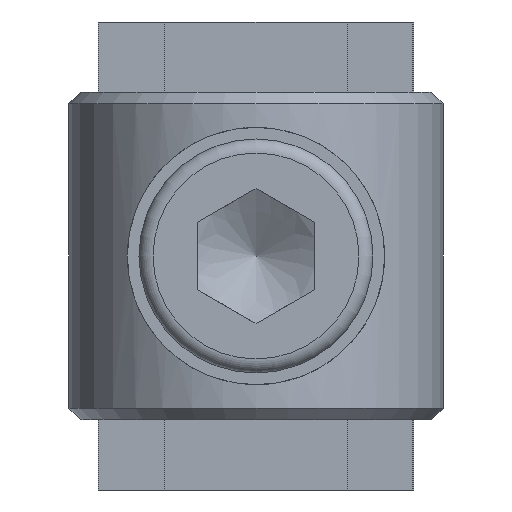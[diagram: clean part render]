
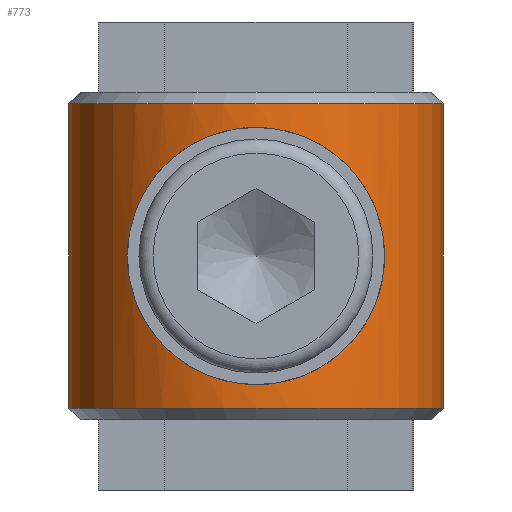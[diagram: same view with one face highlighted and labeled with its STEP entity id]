
A CAD part, left-side view. The second image highlights one B-rep face of the part: STEP entity #773.
In plain terms, the highlighted cylindrical face has radius 8 mm (diameter 16 mm), a full revolution.
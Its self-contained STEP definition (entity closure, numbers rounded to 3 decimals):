
#22=B_SPLINE_CURVE_WITH_KNOTS($,3,(#1304,#1305,#1306,#1307,#1308,#1309,
#1310,#1311,#1312,#1313,#1314,#1315,#1316,#1317,#1318,#1319,#1320,#1321,
#1322,#1323,#1324,#1325,#1326,#1327,#1328,#1329,#1330,#1331,#1332,#1333,
#1334,#1335,#1336,#1337),.UNSPECIFIED.,.T.,.F.,(4,2,2,2,2,2,2,2,2,2,2,2,
2,2,2,2,4),(0.,0.124,0.248,0.372,0.496,
0.62,0.744,0.868,0.992,1.116,
1.24,1.364,1.488,1.612,1.736,
1.86,1.984),.UNSPECIFIED.);
#23=B_SPLINE_CURVE_WITH_KNOTS($,3,(#1349,#1350,#1351,#1352,#1353,#1354,
#1355,#1356,#1357,#1358,#1359,#1360,#1361,#1362,#1363,#1364,#1365,#1366,
#1367,#1368,#1369,#1370,#1371,#1372,#1373,#1374,#1375,#1376,#1377,#1378,
#1379,#1380,#1381,#1382),.UNSPECIFIED.,.T.,.F.,(4,2,2,2,2,2,2,2,2,2,2,2,
2,2,2,2,4),(0.,0.218,0.436,0.651,0.866,
1.081,1.297,1.514,1.732,1.95,
2.168,2.384,2.599,2.814,3.029,
3.247,3.465),.UNSPECIFIED.);
#204=CYLINDRICAL_SURFACE($,#855,8.);
#221=FACE_BOUND($,#324,.T.);
#222=FACE_BOUND($,#325,.T.);
#223=FACE_BOUND($,#326,.T.);
#224=FACE_BOUND($,#327,.T.);
#324=EDGE_LOOP($,(#718));
#325=EDGE_LOOP($,(#719));
#326=EDGE_LOOP($,(#720));
#327=EDGE_LOOP($,(#721));
#360=CIRCLE($,#853,8.);
#362=CIRCLE($,#856,8.);
#428=VERTEX_POINT($,#1303);
#430=VERTEX_POINT($,#1341);
#432=VERTEX_POINT($,#1346);
#433=VERTEX_POINT($,#1348);
#526=EDGE_CURVE($,#428,#428,#22,.T.);
#528=EDGE_CURVE($,#430,#430,#360,.T.);
#530=EDGE_CURVE($,#432,#432,#362,.T.);
#531=EDGE_CURVE($,#433,#433,#23,.T.);
#718=ORIENTED_EDGE($,*,*,#526,.T.);
#719=ORIENTED_EDGE($,*,*,#530,.F.);
#720=ORIENTED_EDGE($,*,*,#531,.T.);
#721=ORIENTED_EDGE($,*,*,#528,.F.);
#773=ADVANCED_FACE($,(#221,#222,#223,#224),#204,.T.);
#853=AXIS2_PLACEMENT_3D($,#1342,#1065,#1066);
#855=AXIS2_PLACEMENT_3D($,#1345,#1069,#1070);
#856=AXIS2_PLACEMENT_3D($,#1347,#1071,#1072);
#1065=DIRECTION('center_axis',(0.,0.,-1.));
#1066=DIRECTION('ref_axis',(-1.,0.,0.));
#1069=DIRECTION('center_axis',(0.,0.,1.));
#1070=DIRECTION('ref_axis',(-1.,0.,0.));
#1071=DIRECTION('center_axis',(0.,0.,1.));
#1072=DIRECTION('ref_axis',(-1.,0.,0.));
#1303=CARTESIAN_POINT('',(-7.31,3.25,0.));
#1304=CARTESIAN_POINT('Ctrl Pts',(-7.31,3.25,0.));
#1305=CARTESIAN_POINT('Ctrl Pts',(-7.31,3.25,0.414));
#1306=CARTESIAN_POINT('Ctrl Pts',(-7.349,3.166,0.851));
#1307=CARTESIAN_POINT('Ctrl Pts',(-7.484,2.833,1.65));
#1308=CARTESIAN_POINT('Ctrl Pts',(-7.577,2.584,2.012));
#1309=CARTESIAN_POINT('Ctrl Pts',(-7.749,2.012,2.584));
#1310=CARTESIAN_POINT('Ctrl Pts',(-7.838,1.65,2.833));
#1311=CARTESIAN_POINT('Ctrl Pts',(-7.965,0.851,3.166));
#1312=CARTESIAN_POINT('Ctrl Pts',(-8.,0.413,3.25));
#1313=CARTESIAN_POINT('Ctrl Pts',(-8.,-0.413,3.25));
#1314=CARTESIAN_POINT('Ctrl Pts',(-7.965,-0.851,3.166));
#1315=CARTESIAN_POINT('Ctrl Pts',(-7.838,-1.65,2.833));
#1316=CARTESIAN_POINT('Ctrl Pts',(-7.749,-2.012,2.584));
#1317=CARTESIAN_POINT('Ctrl Pts',(-7.577,-2.584,2.012));
#1318=CARTESIAN_POINT('Ctrl Pts',(-7.484,-2.833,1.65));
#1319=CARTESIAN_POINT('Ctrl Pts',(-7.349,-3.166,0.851));
#1320=CARTESIAN_POINT('Ctrl Pts',(-7.31,-3.25,0.414));
#1321=CARTESIAN_POINT('Ctrl Pts',(-7.31,-3.25,-0.414));
#1322=CARTESIAN_POINT('Ctrl Pts',(-7.349,-3.166,-0.851));
#1323=CARTESIAN_POINT('Ctrl Pts',(-7.484,-2.833,-1.65));
#1324=CARTESIAN_POINT('Ctrl Pts',(-7.577,-2.584,-2.012));
#1325=CARTESIAN_POINT('Ctrl Pts',(-7.749,-2.012,-2.584));
#1326=CARTESIAN_POINT('Ctrl Pts',(-7.838,-1.65,-2.833));
#1327=CARTESIAN_POINT('Ctrl Pts',(-7.965,-0.851,-3.166));
#1328=CARTESIAN_POINT('Ctrl Pts',(-8.,-0.413,-3.25));
#1329=CARTESIAN_POINT('Ctrl Pts',(-8.,0.413,-3.25));
#1330=CARTESIAN_POINT('Ctrl Pts',(-7.965,0.851,-3.166));
#1331=CARTESIAN_POINT('Ctrl Pts',(-7.838,1.65,-2.833));
#1332=CARTESIAN_POINT('Ctrl Pts',(-7.749,2.012,-2.584));
#1333=CARTESIAN_POINT('Ctrl Pts',(-7.577,2.584,-2.012));
#1334=CARTESIAN_POINT('Ctrl Pts',(-7.484,2.833,-1.65));
#1335=CARTESIAN_POINT('Ctrl Pts',(-7.349,3.166,-0.851));
#1336=CARTESIAN_POINT('Ctrl Pts',(-7.31,3.25,-0.414));
#1337=CARTESIAN_POINT('Ctrl Pts',(-7.31,3.25,0.));
#1341=CARTESIAN_POINT('',(8.,0.,-6.5));
#1342=CARTESIAN_POINT('Origin',(0.,0.,-6.5));
#1345=CARTESIAN_POINT('Origin',(0.,0.,0.));
#1346=CARTESIAN_POINT('',(8.,0.,6.5));
#1347=CARTESIAN_POINT('Origin',(0.,0.,6.5));
#1348=CARTESIAN_POINT('',(5.809,5.5,0.));
#1349=CARTESIAN_POINT('Ctrl Pts',(5.809,5.5,0.));
#1350=CARTESIAN_POINT('Ctrl Pts',(5.809,5.5,-0.727));
#1351=CARTESIAN_POINT('Ctrl Pts',(5.959,5.35,-1.47));
#1352=CARTESIAN_POINT('Ctrl Pts',(6.423,4.784,-2.81));
#1353=CARTESIAN_POINT('Ctrl Pts',(6.725,4.367,-3.411));
#1354=CARTESIAN_POINT('Ctrl Pts',(7.254,3.417,-4.361));
#1355=CARTESIAN_POINT('Ctrl Pts',(7.521,2.815,-4.781));
#1356=CARTESIAN_POINT('Ctrl Pts',(7.896,1.466,-5.351));
#1357=CARTESIAN_POINT('Ctrl Pts',(8.,0.717,-5.5));
#1358=CARTESIAN_POINT('Ctrl Pts',(8.,-0.717,-5.5));
#1359=CARTESIAN_POINT('Ctrl Pts',(7.896,-1.466,-5.351));
#1360=CARTESIAN_POINT('Ctrl Pts',(7.521,-2.815,-4.781));
#1361=CARTESIAN_POINT('Ctrl Pts',(7.254,-3.417,-4.361));
#1362=CARTESIAN_POINT('Ctrl Pts',(6.725,-4.367,-3.411));
#1363=CARTESIAN_POINT('Ctrl Pts',(6.423,-4.784,-2.81));
#1364=CARTESIAN_POINT('Ctrl Pts',(5.959,-5.35,-1.47));
#1365=CARTESIAN_POINT('Ctrl Pts',(5.809,-5.5,-0.727));
#1366=CARTESIAN_POINT('Ctrl Pts',(5.809,-5.5,0.727));
#1367=CARTESIAN_POINT('Ctrl Pts',(5.959,-5.35,1.47));
#1368=CARTESIAN_POINT('Ctrl Pts',(6.423,-4.784,2.81));
#1369=CARTESIAN_POINT('Ctrl Pts',(6.725,-4.367,3.411));
#1370=CARTESIAN_POINT('Ctrl Pts',(7.254,-3.417,4.361));
#1371=CARTESIAN_POINT('Ctrl Pts',(7.521,-2.815,4.781));
#1372=CARTESIAN_POINT('Ctrl Pts',(7.896,-1.466,5.351));
#1373=CARTESIAN_POINT('Ctrl Pts',(8.,-0.717,5.5));
#1374=CARTESIAN_POINT('Ctrl Pts',(8.,0.717,5.5));
#1375=CARTESIAN_POINT('Ctrl Pts',(7.896,1.466,5.351));
#1376=CARTESIAN_POINT('Ctrl Pts',(7.521,2.815,4.781));
#1377=CARTESIAN_POINT('Ctrl Pts',(7.254,3.417,4.361));
#1378=CARTESIAN_POINT('Ctrl Pts',(6.725,4.367,3.411));
#1379=CARTESIAN_POINT('Ctrl Pts',(6.423,4.784,2.81));
#1380=CARTESIAN_POINT('Ctrl Pts',(5.959,5.35,1.47));
#1381=CARTESIAN_POINT('Ctrl Pts',(5.809,5.5,0.727));
#1382=CARTESIAN_POINT('Ctrl Pts',(5.809,5.5,0.));
